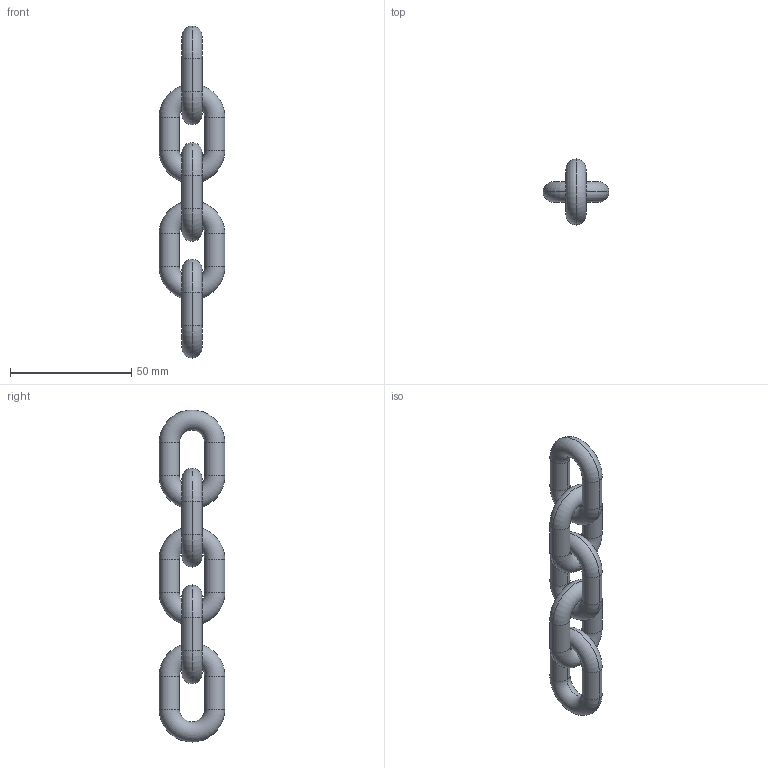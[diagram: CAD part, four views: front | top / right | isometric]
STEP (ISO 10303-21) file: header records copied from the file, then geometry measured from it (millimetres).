
FILE_DESCRIPTION((''),'2;1');
FILE_NAME('001-M32841-P05_ASM','2019-06-05T',('anja.joas'),(''),'PRO/ENGINEER BY PARAMETRIC TECHNOLOGY CORPORATION, 2011490','PRO/ENGINEER BY PARAMETRIC TECHNOLOGY CORPORATION, 2011490','');
FILE_SCHEMA(('CONFIG_CONTROL_DESIGN'));
Length unit declared in the file: millimetre
Products named in the file (2): 001-M32841-P05; 001-M32841-P05_ASM
Assembly tree (5 placements, depth 2):
  001-M32841-P05_ASM
    001-M32841-P05  x5
Bounding box: 27.04 x 27.04 x 136.64 mm (x, y, z)
Volume: 23380.8 mm3; surface area: 11240.7 mm2
Topology: 5 solids, 5 shells, 40 faces, 80 edges, 40 vertices
Faces by surface type: torus 20, cylinder 20
Entity records: 311 total; most frequent: DIRECTION 58, CARTESIAN_POINT 39, ORIENTED_EDGE 32, AXIS2_PLACEMENT_3D 27, EDGE_CURVE 16, CIRCLE 12, VERTEX_POINT 8, EDGE_LOOP 8
